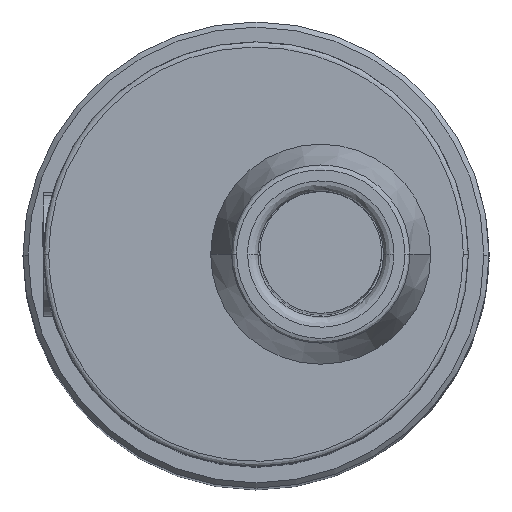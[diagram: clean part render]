
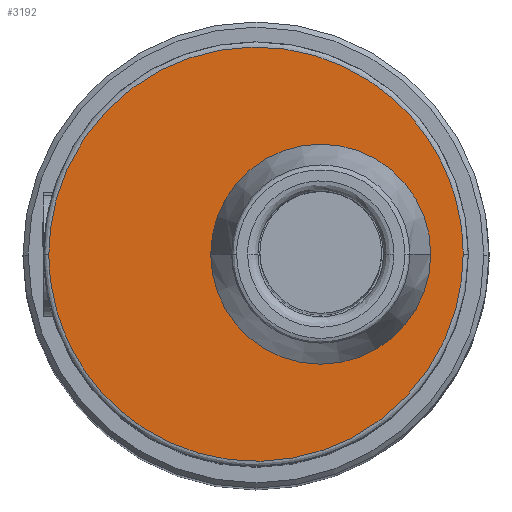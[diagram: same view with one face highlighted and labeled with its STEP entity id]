
A CAD part, top view. The second image highlights one B-rep face of the part: STEP entity #3192.
In plain terms, the highlighted planar face has unit normal (0, 0, 1).
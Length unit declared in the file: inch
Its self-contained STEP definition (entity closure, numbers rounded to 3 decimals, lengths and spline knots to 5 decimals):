
#46 = EDGE_CURVE ( 'NONE', #5466, #66, #3857, .T. ) ;
#66 = VERTEX_POINT ( 'NONE', #5395 ) ;
#106 = DIRECTION ( 'NONE',  ( 1., 0., 0. ) ) ;
#122 = AXIS2_PLACEMENT_3D ( 'NONE', #214, #4908, #631 ) ;
#125 = CARTESIAN_POINT ( 'NONE',  ( -0.31153, 0.62992, 2.4252 ) ) ;
#214 = CARTESIAN_POINT ( 'NONE',  ( 0.10186, 0., 2.4252 ) ) ;
#406 = CARTESIAN_POINT ( 'NONE',  ( 0.31839, 0., 2.4252 ) ) ;
#490 = CARTESIAN_POINT ( 'NONE',  ( 0.31839, 0.62992, 2.4252 ) ) ;
#544 =( BOUNDED_CURVE ( )  B_SPLINE_CURVE ( 3, ( #406, #4751, #816, #3808 ),
 .UNSPECIFIED., .F., .F. ) 
 B_SPLINE_CURVE_WITH_KNOTS ( ( 4, 4 ),
 ( 0., 0.5 ),
 .UNSPECIFIED. ) 
 CURVE ( )  GEOMETRIC_REPRESENTATION_ITEM ( )  RATIONAL_B_SPLINE_CURVE ( ( 1., 0.333, 0.333, 1. ) ) 
 REPRESENTATION_ITEM ( '' )  );
#631 = DIRECTION ( 'NONE',  ( -1., 0., 0. ) ) ;
#816 = CARTESIAN_POINT ( 'NONE',  ( -0.31153, -0.62992, 2.4252 ) ) ;
#868 = AXIS2_PLACEMENT_3D ( 'NONE', #1515, #5405, #2823 ) ;
#1171 = ORIENTED_EDGE ( 'NONE', *, *, #46, .F. ) ;
#1183 = EDGE_CURVE ( 'NONE', #2934, #3116, #2550, .T. ) ;
#1218 = CARTESIAN_POINT ( 'NONE',  ( -0.06547, 0., 2.4252 ) ) ;
#1314 = CARTESIAN_POINT ( 'NONE',  ( -0.3194, 0., 2.4252 ) ) ;
#1347 = CARTESIAN_POINT ( 'NONE',  ( -0.31153, 0., 2.4252 ) ) ;
#1515 = CARTESIAN_POINT ( 'NONE',  ( 0.10186, 0., 2.4252 ) ) ;
#2138 = PLANE ( 'NONE',  #3536 ) ;
#2251 = ORIENTED_EDGE ( 'NONE', *, *, #2432, .T. ) ;
#2273 = CARTESIAN_POINT ( 'NONE',  ( 0.31839, 0., 2.4252 ) ) ;
#2432 = EDGE_CURVE ( 'NONE', #3116, #2934, #2715, .T. ) ;
#2550 = CIRCLE ( 'NONE', #122, 0.16732 ) ;
#2589 = EDGE_CURVE ( 'NONE', #66, #5466, #544, .T. ) ;
#2715 = CIRCLE ( 'NONE', #868, 0.16732 ) ;
#2823 = DIRECTION ( 'NONE',  ( -1., 0., 0. ) ) ;
#2934 = VERTEX_POINT ( 'NONE', #1218 ) ;
#3116 = VERTEX_POINT ( 'NONE', #5108 ) ;
#3192 = ADVANCED_FACE ( 'NONE', ( #3474, #3675 ), #2138, .T. ) ;
#3422 = CARTESIAN_POINT ( 'NONE',  ( -0.31153, 0., 2.4252 ) ) ;
#3474 = FACE_OUTER_BOUND ( 'NONE', #5431, .T. ) ;
#3536 = AXIS2_PLACEMENT_3D ( 'NONE', #1314, #5200, #106 ) ;
#3675 = FACE_BOUND ( 'NONE', #3812, .T. ) ;
#3779 = ORIENTED_EDGE ( 'NONE', *, *, #2589, .F. ) ;
#3808 = CARTESIAN_POINT ( 'NONE',  ( -0.31153, 0., 2.4252 ) ) ;
#3812 = EDGE_LOOP ( 'NONE', ( #4875, #2251 ) ) ;
#3857 =( BOUNDED_CURVE ( )  B_SPLINE_CURVE ( 3, ( #1347, #125, #490, #2273 ),
 .UNSPECIFIED., .F., .F. ) 
 B_SPLINE_CURVE_WITH_KNOTS ( ( 4, 4 ),
 ( 0.5, 1. ),
 .UNSPECIFIED. ) 
 CURVE ( )  GEOMETRIC_REPRESENTATION_ITEM ( )  RATIONAL_B_SPLINE_CURVE ( ( 1., 0.333, 0.333, 1. ) ) 
 REPRESENTATION_ITEM ( '' )  );
#4751 = CARTESIAN_POINT ( 'NONE',  ( 0.31839, -0.62992, 2.4252 ) ) ;
#4875 = ORIENTED_EDGE ( 'NONE', *, *, #1183, .T. ) ;
#4908 = DIRECTION ( 'NONE',  ( 0., 0., -1. ) ) ;
#5108 = CARTESIAN_POINT ( 'NONE',  ( 0.26918, 0., 2.4252 ) ) ;
#5200 = DIRECTION ( 'NONE',  ( 0., 0., 1. ) ) ;
#5395 = CARTESIAN_POINT ( 'NONE',  ( 0.31839, 0., 2.4252 ) ) ;
#5405 = DIRECTION ( 'NONE',  ( 0., 0., -1. ) ) ;
#5431 = EDGE_LOOP ( 'NONE', ( #3779, #1171 ) ) ;
#5466 = VERTEX_POINT ( 'NONE', #3422 ) ;
